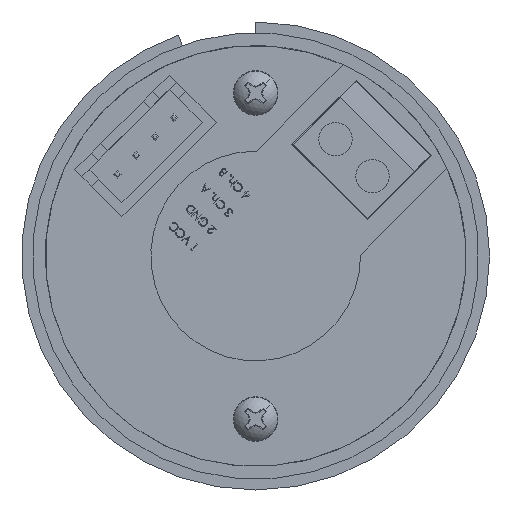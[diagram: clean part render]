
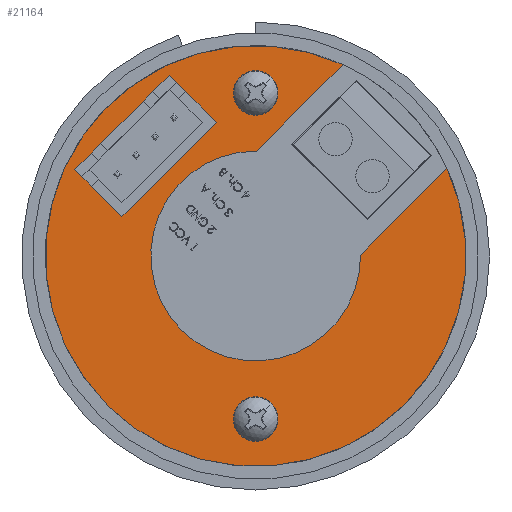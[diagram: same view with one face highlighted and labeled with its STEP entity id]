
A CAD part, left-side view. The second image highlights one B-rep face of the part: STEP entity #21164.
In plain terms, the highlighted planar face has unit normal (-1, 0, 0).
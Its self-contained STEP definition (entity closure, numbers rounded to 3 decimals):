
#475 = CARTESIAN_POINT ( 'NONE',  ( -86.704, 39.424, 17.064 ) ) ;
#498 = LINE ( 'NONE', #30300, #13882 ) ;
#570 = AXIS2_PLACEMENT_3D ( 'NONE', #14891, #6478, #17757 ) ;
#738 = VERTEX_POINT ( 'NONE', #22844 ) ;
#971 = EDGE_CURVE ( 'NONE', #34325, #24980, #1494, .T. ) ;
#1048 = LINE ( 'NONE', #36642, #22251 ) ;
#1438 = AXIS2_PLACEMENT_3D ( 'NONE', #13194, #10300, #22027 ) ;
#1494 = LINE ( 'NONE', #16048, #28065 ) ;
#1511 = EDGE_CURVE ( 'NONE', #16961, #6011, #4597, .T. ) ;
#1899 = CARTESIAN_POINT ( 'NONE',  ( -86.704, 46.159, 8.981 ) ) ;
#1932 = CIRCLE ( 'NONE', #11718, 20.003 ) ;
#1966 = DIRECTION ( 'NONE',  ( 0., -0.707, -0.707 ) ) ;
#2092 = CARTESIAN_POINT ( 'NONE',  ( -86.704, 36.685, -5.612 ) ) ;
#2278 = CARTESIAN_POINT ( 'NONE',  ( -86.704, 36.281, 17.064 ) ) ;
#2494 = FACE_BOUND ( 'NONE', #3392, .T. ) ;
#2565 = ORIENTED_EDGE ( 'NONE', *, *, #23445, .F. ) ;
#3338 = CARTESIAN_POINT ( 'NONE',  ( -86.704, 29.636, 1.438 ) ) ;
#3392 = EDGE_LOOP ( 'NONE', ( #34329, #32753, #2565, #18183, #37529, #19728, #27479, #3428, #27035, #5906, #26430, #33658 ) ) ;
#3428 = ORIENTED_EDGE ( 'NONE', *, *, #971, .F. ) ;
#4142 = ORIENTED_EDGE ( 'NONE', *, *, #24680, .F. ) ;
#4509 = EDGE_CURVE ( 'NONE', #22760, #34325, #22249, .T. ) ;
#4557 = LINE ( 'NONE', #27598, #28040 ) ;
#4597 = LINE ( 'NONE', #10735, #30884 ) ;
#4630 = VERTEX_POINT ( 'NONE', #2278 ) ;
#4652 = LINE ( 'NONE', #16877, #21217 ) ;
#4730 = EDGE_CURVE ( 'NONE', #26215, #31442, #4557, .T. ) ;
#5053 = LINE ( 'NONE', #25431, #19030 ) ;
#5906 = ORIENTED_EDGE ( 'NONE', *, *, #28719, .F. ) ;
#6011 = VERTEX_POINT ( 'NONE', #19644 ) ;
#6281 = CARTESIAN_POINT ( 'NONE',  ( -86.704, 21.321, 19.631 ) ) ;
#6478 = DIRECTION ( 'NONE',  ( -1., 0., 0. ) ) ;
#7359 = CARTESIAN_POINT ( 'NONE',  ( -86.704, 45.261, 8.083 ) ) ;
#7822 = EDGE_LOOP ( 'NONE', ( #4142, #20217, #12728, #8615, #27867, #10478 ) ) ;
#7975 = VECTOR ( 'NONE', #33069, 1000. ) ;
#7983 = CIRCLE ( 'NONE', #570, 9.97 ) ;
#8510 = DIRECTION ( 'NONE',  ( -1., 0., 0. ) ) ;
#8615 = ORIENTED_EDGE ( 'NONE', *, *, #34165, .F. ) ;
#8618 = CARTESIAN_POINT ( 'NONE',  ( -86.704, 29.636, 1.438 ) ) ;
#8774 = VERTEX_POINT ( 'NONE', #34850 ) ;
#9088 = DIRECTION ( 'NONE',  ( 0., -0.707, 0.707 ) ) ;
#9766 = DIRECTION ( 'NONE',  ( 0., 0.707, -0.707 ) ) ;
#9910 = DIRECTION ( 'NONE',  ( 0., 0.707, 0.707 ) ) ;
#10093 = EDGE_CURVE ( 'NONE', #31442, #24357, #4652, .T. ) ;
#10300 = DIRECTION ( 'NONE',  ( -1., 0., 0. ) ) ;
#10396 = EDGE_CURVE ( 'NONE', #15874, #16961, #27467, .T. ) ;
#10399 = LINE ( 'NONE', #13878, #34039 ) ;
#10478 = ORIENTED_EDGE ( 'NONE', *, *, #29669, .T. ) ;
#10631 = EDGE_CURVE ( 'NONE', #738, #8774, #498, .T. ) ;
#10735 = CARTESIAN_POINT ( 'NONE',  ( -86.704, 46.833, 9.655 ) ) ;
#11344 = CARTESIAN_POINT ( 'NONE',  ( -86.704, 25.145, 5.928 ) ) ;
#11718 = AXIS2_PLACEMENT_3D ( 'NONE', #12336, #18283, #27368 ) ;
#12336 = CARTESIAN_POINT ( 'NONE',  ( -86.704, 29.636, 1.438 ) ) ;
#12572 = VERTEX_POINT ( 'NONE', #27831 ) ;
#12728 = ORIENTED_EDGE ( 'NONE', *, *, #25342, .F. ) ;
#12753 = DIRECTION ( 'NONE',  ( 0., 0.707, -0.707 ) ) ;
#12893 = CARTESIAN_POINT ( 'NONE',  ( -86.704, 19.666, 1.529 ) ) ;
#13194 = CARTESIAN_POINT ( 'NONE',  ( -86.704, 29.636, 1.438 ) ) ;
#13878 = CARTESIAN_POINT ( 'NONE',  ( -86.704, 33.362, 14.145 ) ) ;
#13882 = VECTOR ( 'NONE', #9910, 1000. ) ;
#14307 = EDGE_CURVE ( 'NONE', #8774, #15874, #1048, .T. ) ;
#14352 = VECTOR ( 'NONE', #34948, 1000. ) ;
#14400 = LINE ( 'NONE', #11344, #14352 ) ;
#14891 = CARTESIAN_POINT ( 'NONE',  ( -86.704, 29.636, 1.438 ) ) ;
#15874 = VERTEX_POINT ( 'NONE', #475 ) ;
#16048 = CARTESIAN_POINT ( 'NONE',  ( -86.704, 42.343, 5.165 ) ) ;
#16154 = LINE ( 'NONE', #12893, #7975 ) ;
#16261 = CARTESIAN_POINT ( 'NONE',  ( -86.704, 42.343, 14.145 ) ) ;
#16469 = CARTESIAN_POINT ( 'NONE',  ( -86.704, 29.545, 11.407 ) ) ;
#16526 = VERTEX_POINT ( 'NONE', #30624 ) ;
#16657 = CARTESIAN_POINT ( 'NONE',  ( -86.704, 45.261, 11.226 ) ) ;
#16825 = DIRECTION ( 'NONE',  ( 0., 0.707, -0.707 ) ) ;
#16877 = CARTESIAN_POINT ( 'NONE',  ( -86.704, 42.343, 5.165 ) ) ;
#16961 = VERTEX_POINT ( 'NONE', #26161 ) ;
#17207 = AXIS2_PLACEMENT_3D ( 'NONE', #3338, #8510, #9088 ) ;
#17757 = DIRECTION ( 'NONE',  ( 0., -0.707, 0.707 ) ) ;
#18183 = ORIENTED_EDGE ( 'NONE', *, *, #35715, .F. ) ;
#18283 = DIRECTION ( 'NONE',  ( -1., 0., 0. ) ) ;
#18610 = CARTESIAN_POINT ( 'NONE',  ( -86.704, 33.362, 14.145 ) ) ;
#19030 = VECTOR ( 'NONE', #1966, 1000. ) ;
#19147 = DIRECTION ( 'NONE',  ( 0., 0.707, -0.707 ) ) ;
#19369 = CARTESIAN_POINT ( 'NONE',  ( -86.704, 46.833, 9.655 ) ) ;
#19534 = LINE ( 'NONE', #16261, #24663 ) ;
#19644 = CARTESIAN_POINT ( 'NONE',  ( -86.704, 44.363, 12.124 ) ) ;
#19728 = ORIENTED_EDGE ( 'NONE', *, *, #4730, .F. ) ;
#20049 = EDGE_CURVE ( 'NONE', #24980, #26215, #5053, .T. ) ;
#20065 = CARTESIAN_POINT ( 'NONE',  ( -86.704, 29.545, 11.407 ) ) ;
#20217 = ORIENTED_EDGE ( 'NONE', *, *, #31212, .F. ) ;
#20329 = DIRECTION ( 'NONE',  ( -1., 0., 0. ) ) ;
#21112 = CARTESIAN_POINT ( 'NONE',  ( -86.704, 42.343, 14.145 ) ) ;
#21164 = ADVANCED_FACE ( 'NONE', ( #2494, #25758 ), #34943, .T. ) ;
#21217 = VECTOR ( 'NONE', #37149, 1000. ) ;
#21666 = DIRECTION ( 'NONE',  ( 0., -0.707, -0.707 ) ) ;
#22019 = DIRECTION ( 'NONE',  ( 0., -0.707, -0.707 ) ) ;
#22027 = DIRECTION ( 'NONE',  ( 0., -0.707, 0.707 ) ) ;
#22171 = VERTEX_POINT ( 'NONE', #2092 ) ;
#22217 = VERTEX_POINT ( 'NONE', #6281 ) ;
#22249 = LINE ( 'NONE', #19369, #32869 ) ;
#22251 = VECTOR ( 'NONE', #12753, 1000. ) ;
#22526 = DIRECTION ( 'NONE',  ( 0., 0.707, 0.707 ) ) ;
#22760 = VERTEX_POINT ( 'NONE', #16657 ) ;
#22844 = CARTESIAN_POINT ( 'NONE',  ( -86.704, 37.179, 17.962 ) ) ;
#23262 = CARTESIAN_POINT ( 'NONE',  ( -86.704, 43.779, -12.706 ) ) ;
#23445 = EDGE_CURVE ( 'NONE', #4630, #738, #14400, .T. ) ;
#24024 = AXIS2_PLACEMENT_3D ( 'NONE', #8618, #20329, #32058 ) ;
#24320 = VECTOR ( 'NONE', #9766, 1000. ) ;
#24357 = VERTEX_POINT ( 'NONE', #18610 ) ;
#24663 = VECTOR ( 'NONE', #16825, 1000. ) ;
#24680 = EDGE_CURVE ( 'NONE', #16526, #12572, #16154, .T. ) ;
#24734 = VECTOR ( 'NONE', #37108, 1000. ) ;
#24980 = VERTEX_POINT ( 'NONE', #1899 ) ;
#25342 = EDGE_CURVE ( 'NONE', #32743, #22171, #37530, .T. ) ;
#25431 = CARTESIAN_POINT ( 'NONE',  ( -86.704, 34.126, -3.052 ) ) ;
#25758 = FACE_OUTER_BOUND ( 'NONE', #7822, .T. ) ;
#25902 = CARTESIAN_POINT ( 'NONE',  ( -86.704, 46.833, 9.655 ) ) ;
#26161 = CARTESIAN_POINT ( 'NONE',  ( -86.704, 40.322, 16.166 ) ) ;
#26215 = VERTEX_POINT ( 'NONE', #7359 ) ;
#26430 = ORIENTED_EDGE ( 'NONE', *, *, #1511, .F. ) ;
#27035 = ORIENTED_EDGE ( 'NONE', *, *, #4509, .F. ) ;
#27368 = DIRECTION ( 'NONE',  ( 0., -0.707, 0.707 ) ) ;
#27467 = LINE ( 'NONE', #21112, #24320 ) ;
#27479 = ORIENTED_EDGE ( 'NONE', *, *, #20049, .F. ) ;
#27598 = CARTESIAN_POINT ( 'NONE',  ( -86.704, 42.343, 5.165 ) ) ;
#27831 = CARTESIAN_POINT ( 'NONE',  ( -86.704, 11.443, 9.752 ) ) ;
#27867 = ORIENTED_EDGE ( 'NONE', *, *, #32169, .T. ) ;
#28001 = CARTESIAN_POINT ( 'NONE',  ( -86.704, 42.343, 5.165 ) ) ;
#28040 = VECTOR ( 'NONE', #22019, 1000. ) ;
#28056 = LINE ( 'NONE', #16469, #24734 ) ;
#28065 = VECTOR ( 'NONE', #21666, 1000. ) ;
#28485 = VERTEX_POINT ( 'NONE', #23262 ) ;
#28719 = EDGE_CURVE ( 'NONE', #6011, #22760, #19534, .T. ) ;
#29669 = EDGE_CURVE ( 'NONE', #28485, #12572, #30258, .T. ) ;
#30258 = CIRCLE ( 'NONE', #1438, 20.003 ) ;
#30300 = CARTESIAN_POINT ( 'NONE',  ( -86.704, 33.362, 14.145 ) ) ;
#30624 = CARTESIAN_POINT ( 'NONE',  ( -86.704, 19.666, 1.529 ) ) ;
#30884 = VECTOR ( 'NONE', #19147, 1000. ) ;
#31089 = DIRECTION ( 'NONE',  ( 0., 0.707, -0.707 ) ) ;
#31212 = EDGE_CURVE ( 'NONE', #22171, #16526, #7983, .T. ) ;
#31442 = VERTEX_POINT ( 'NONE', #28001 ) ;
#32058 = DIRECTION ( 'NONE',  ( 0., -0.707, 0.707 ) ) ;
#32169 = EDGE_CURVE ( 'NONE', #22217, #28485, #1932, .T. ) ;
#32743 = VERTEX_POINT ( 'NONE', #20065 ) ;
#32753 = ORIENTED_EDGE ( 'NONE', *, *, #10631, .F. ) ;
#32869 = VECTOR ( 'NONE', #31089, 1000. ) ;
#33069 = DIRECTION ( 'NONE',  ( 0., -0.707, 0.707 ) ) ;
#33658 = ORIENTED_EDGE ( 'NONE', *, *, #10396, .F. ) ;
#34039 = VECTOR ( 'NONE', #22526, 1000. ) ;
#34165 = EDGE_CURVE ( 'NONE', #22217, #32743, #28056, .T. ) ;
#34325 = VERTEX_POINT ( 'NONE', #25902 ) ;
#34329 = ORIENTED_EDGE ( 'NONE', *, *, #14307, .F. ) ;
#34850 = CARTESIAN_POINT ( 'NONE',  ( -86.704, 37.853, 18.635 ) ) ;
#34943 = PLANE ( 'NONE',  #24024 ) ;
#34948 = DIRECTION ( 'NONE',  ( 0., 0.707, 0.707 ) ) ;
#35715 = EDGE_CURVE ( 'NONE', #24357, #4630, #10399, .T. ) ;
#36642 = CARTESIAN_POINT ( 'NONE',  ( -86.704, 46.833, 9.655 ) ) ;
#37108 = DIRECTION ( 'NONE',  ( 0., 0.707, -0.707 ) ) ;
#37149 = DIRECTION ( 'NONE',  ( 0., -0.707, 0.707 ) ) ;
#37529 = ORIENTED_EDGE ( 'NONE', *, *, #10093, .F. ) ;
#37530 = CIRCLE ( 'NONE', #17207, 9.97 ) ;
